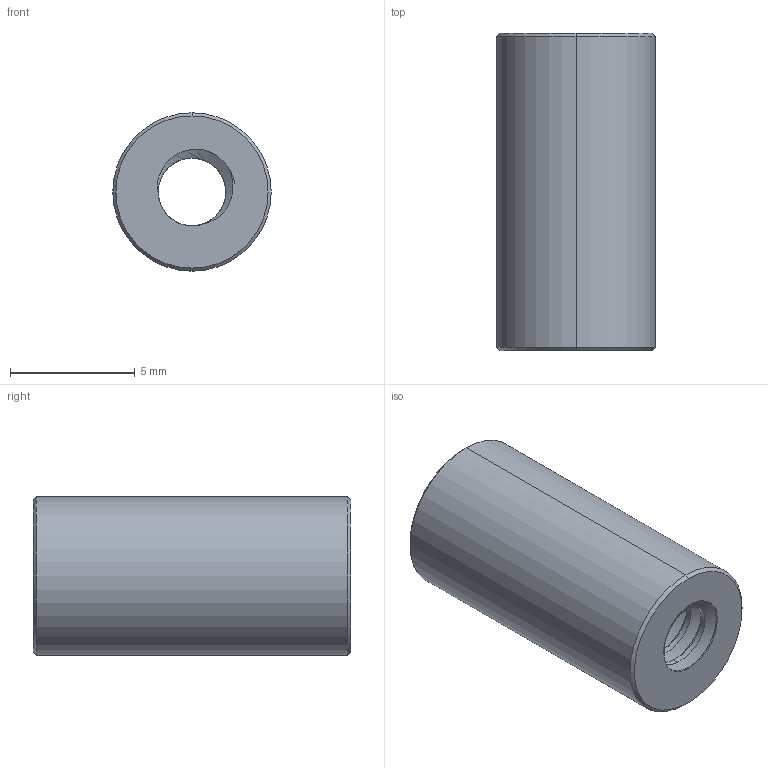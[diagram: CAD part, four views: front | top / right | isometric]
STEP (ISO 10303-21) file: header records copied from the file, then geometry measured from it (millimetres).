
FILE_DESCRIPTION (( 'STEP AP203' ), '1' );
FILE_NAME ('633122.STEP', '2016-08-26T16:34:02', ( '' ), ( '' ), 'SwSTEP 2.0', 'SolidWorks 2014', '' );
FILE_SCHEMA (( 'CONFIG_CONTROL_DESIGN' ));
Length unit declared in the file: inch
Products named in the file (1): 633122
Bounding box: 6.34 x 12.7 x 6.34 mm (x, y, z)
Volume: 307.9 mm3; surface area: 492.3 mm2
Topology: 1 solids, 1 shells, 93 faces, 269 edges, 178 vertices
Faces by surface type: cylinder 85, cone 4, plane 2, bspline 2
Entity records: 6782 total; most frequent: CARTESIAN_POINT 4743, ORIENTED_EDGE 538, DIRECTION 299, EDGE_CURVE 269, VERTEX_POINT 178, AXIS2_PLACEMENT_3D 106, EDGE_LOOP 95, ADVANCED_FACE 93
